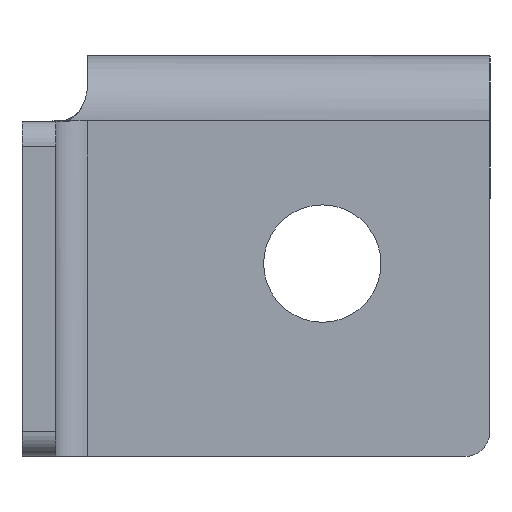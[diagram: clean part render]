
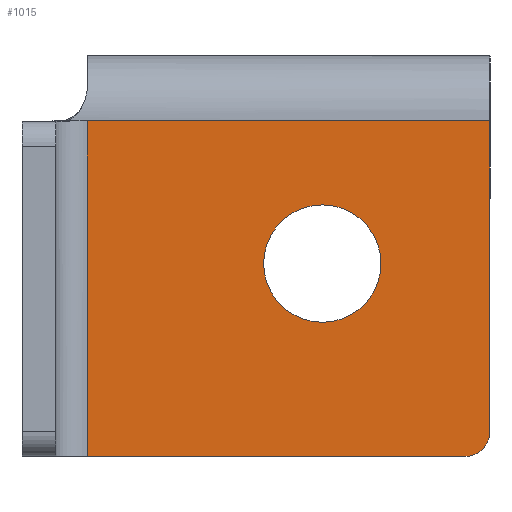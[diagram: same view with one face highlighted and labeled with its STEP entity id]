
A CAD part, front view. The second image highlights one B-rep face of the part: STEP entity #1015.
In plain terms, the highlighted planar face has unit normal (0, -1, 0).
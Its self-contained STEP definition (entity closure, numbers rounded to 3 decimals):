
#22=FACE_BOUND('',#179,.T.);
#110=FACE_OUTER_BOUND('',#178,.T.);
#178=EDGE_LOOP('',(#881,#882,#883,#884,#885));
#179=EDGE_LOOP('',(#886));
#226=CIRCLE('',#1129,7.);
#227=CIRCLE('',#1131,3.);
#244=LINE('',#1657,#333);
#252=LINE('',#1672,#341);
#259=LINE('',#1883,#348);
#311=LINE('',#2403,#400);
#333=VECTOR('',#1186,10.);
#341=VECTOR('',#1200,10.);
#348=VECTOR('',#1227,10.);
#400=VECTOR('',#1399,10.);
#415=VERTEX_POINT('',#1450);
#420=VERTEX_POINT('',#1460);
#430=VERTEX_POINT('',#1670);
#436=VERTEX_POINT('',#1869);
#484=VERTEX_POINT('',#2395);
#485=VERTEX_POINT('',#2399);
#516=EDGE_CURVE('',#415,#420,#244,.T.);
#524=EDGE_CURVE('',#430,#420,#252,.T.);
#539=EDGE_CURVE('',#436,#415,#259,.T.);
#617=EDGE_CURVE('',#484,#484,#226,.T.);
#619=EDGE_CURVE('',#485,#430,#227,.T.);
#621=EDGE_CURVE('',#436,#485,#311,.T.);
#881=ORIENTED_EDGE('',*,*,#516,.T.);
#882=ORIENTED_EDGE('',*,*,#524,.F.);
#883=ORIENTED_EDGE('',*,*,#619,.F.);
#884=ORIENTED_EDGE('',*,*,#621,.F.);
#885=ORIENTED_EDGE('',*,*,#539,.T.);
#886=ORIENTED_EDGE('',*,*,#617,.T.);
#957=PLANE('',#1133);
#1015=ADVANCED_FACE('',(#110,#22),#957,.T.);
#1129=AXIS2_PLACEMENT_3D('',#2396,#1389,#1390);
#1131=AXIS2_PLACEMENT_3D('',#2400,#1394,#1395);
#1133=AXIS2_PLACEMENT_3D('',#2404,#1400,#1401);
#1186=DIRECTION('',(0.,0.,-1.));
#1200=DIRECTION('',(-1.,0.,0.));
#1227=DIRECTION('',(-1.,0.,0.));
#1389=DIRECTION('center_axis',(0.,1.,0.));
#1390=DIRECTION('ref_axis',(1.,0.,0.));
#1394=DIRECTION('center_axis',(0.,1.,0.));
#1395=DIRECTION('ref_axis',(0.707,0.,-0.707));
#1399=DIRECTION('',(0.,0.,-1.));
#1400=DIRECTION('center_axis',(0.,-1.,0.));
#1401=DIRECTION('ref_axis',(0.,0.,
-1.));
#1450=CARTESIAN_POINT('',(-48.012,-51.624,40.012));
#1460=CARTESIAN_POINT('',(-48.012,-51.624,0.));
#1657=CARTESIAN_POINT('',(-48.012,-51.624,34.));
#1670=CARTESIAN_POINT('',(-3.,-51.624,0.));
#1672=CARTESIAN_POINT('',(-102.,-51.624,0.));
#1869=CARTESIAN_POINT('',(0.,-51.624,40.012));
#1883=CARTESIAN_POINT('',(-25.5,-51.624,40.012));
#2395=CARTESIAN_POINT('',(-27.,-51.624,23.));
#2396=CARTESIAN_POINT('Origin',(-20.,-51.624,23.));
#2399=CARTESIAN_POINT('',(0.,-51.624,3.));
#2400=CARTESIAN_POINT('Origin',(-3.,-51.624,3.));
#2403=CARTESIAN_POINT('',(0.,-51.624,0.));
#2404=CARTESIAN_POINT('Origin',(-51.,-51.624,68.));
